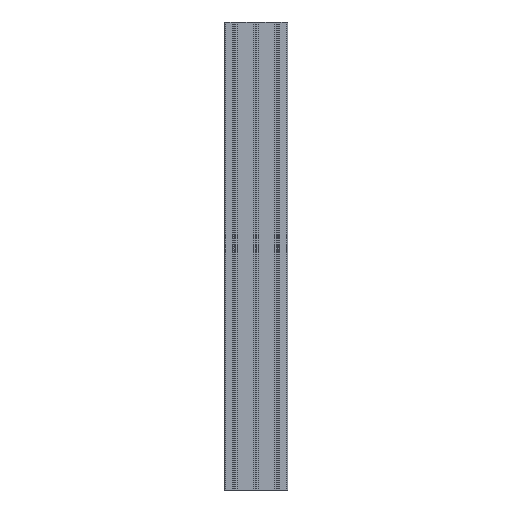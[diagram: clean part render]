
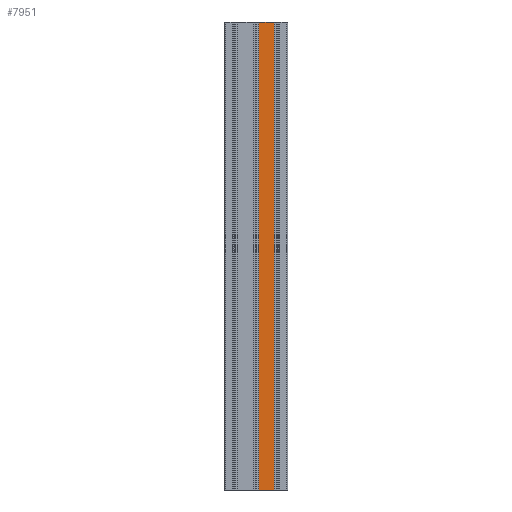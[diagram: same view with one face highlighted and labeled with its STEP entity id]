
A CAD part, front view. The second image highlights one B-rep face of the part: STEP entity #7951.
In plain terms, the highlighted planar face has unit normal (0, -1, 0).
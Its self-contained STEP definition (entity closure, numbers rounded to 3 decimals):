
#527 = EDGE_CURVE ( 'NONE', #6203, #10728, #14796, .T. ) ;
#1113 = CARTESIAN_POINT ( 'NONE',  ( 51.1, -22.5, -1000. ) ) ;
#2315 = FACE_OUTER_BOUND ( 'NONE', #16453, .T. ) ;
#2478 = CARTESIAN_POINT ( 'NONE',  ( 0., -22.5, -1000. ) ) ;
#2597 = EDGE_CURVE ( 'NONE', #7169, #6203, #2899, .T. ) ;
#2744 = CARTESIAN_POINT ( 'NONE',  ( 51.1, -22.5, -1000. ) ) ;
#2899 = LINE ( 'NONE', #8771, #6426 ) ;
#3025 = DIRECTION ( 'NONE',  ( 1., 0., 0. ) ) ;
#3810 = DIRECTION ( 'NONE',  ( 0., 0., -1. ) ) ;
#3871 = ORIENTED_EDGE ( 'NONE', *, *, #14776, .F. ) ;
#4600 = LINE ( 'NONE', #1113, #5435 ) ;
#5435 = VECTOR ( 'NONE', #9051, 1000. ) ;
#6203 = VERTEX_POINT ( 'NONE', #9086 ) ;
#6426 = VECTOR ( 'NONE', #3025, 1000. ) ;
#7169 = VERTEX_POINT ( 'NONE', #2744 ) ;
#7280 = CARTESIAN_POINT ( 'NONE',  ( 0., -22.5, 0. ) ) ;
#7325 = VECTOR ( 'NONE', #10904, 1000. ) ;
#7946 = VERTEX_POINT ( 'NONE', #14362 ) ;
#7951 = ADVANCED_FACE ( 'NONE', ( #2315 ), #17028, .T. ) ;
#8616 = DIRECTION ( 'NONE',  ( 1., 0., 0. ) ) ;
#8619 = CARTESIAN_POINT ( 'NONE',  ( 83.9, -22.5, 0. ) ) ;
#8771 = CARTESIAN_POINT ( 'NONE',  ( 0., -22.5, -1000. ) ) ;
#9051 = DIRECTION ( 'NONE',  ( 0., 0., 1. ) ) ;
#9086 = CARTESIAN_POINT ( 'NONE',  ( 83.9, -22.5, -1000. ) ) ;
#9156 = LINE ( 'NONE', #7280, #11825 ) ;
#10728 = VERTEX_POINT ( 'NONE', #8619 ) ;
#10904 = DIRECTION ( 'NONE',  ( 0., 0., 1. ) ) ;
#11474 = ORIENTED_EDGE ( 'NONE', *, *, #527, .T. ) ;
#11722 = DIRECTION ( 'NONE',  ( 0., -1., 0. ) ) ;
#11825 = VECTOR ( 'NONE', #8616, 1000. ) ;
#12857 = CARTESIAN_POINT ( 'NONE',  ( 83.9, -22.5, -1000. ) ) ;
#13721 = ORIENTED_EDGE ( 'NONE', *, *, #2597, .T. ) ;
#14362 = CARTESIAN_POINT ( 'NONE',  ( 51.1, -22.5, 0. ) ) ;
#14776 = EDGE_CURVE ( 'NONE', #7169, #7946, #4600, .T. ) ;
#14796 = LINE ( 'NONE', #12857, #7325 ) ;
#15055 = ORIENTED_EDGE ( 'NONE', *, *, #16114, .F. ) ;
#15157 = AXIS2_PLACEMENT_3D ( 'NONE', #2478, #11722, #3810 ) ;
#16114 = EDGE_CURVE ( 'NONE', #7946, #10728, #9156, .T. ) ;
#16453 = EDGE_LOOP ( 'NONE', ( #15055, #3871, #13721, #11474 ) ) ;
#17028 = PLANE ( 'NONE',  #15157 ) ;
